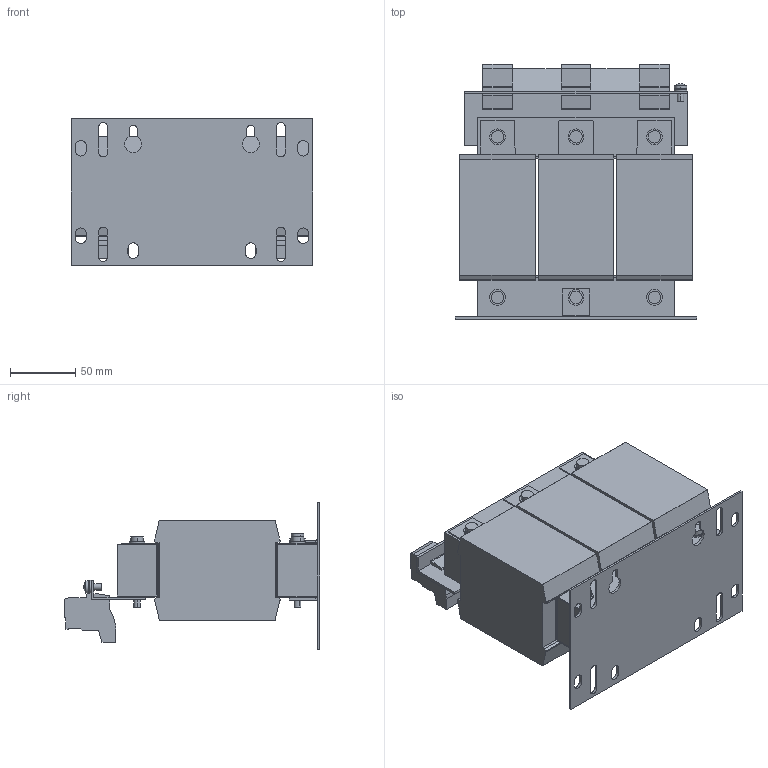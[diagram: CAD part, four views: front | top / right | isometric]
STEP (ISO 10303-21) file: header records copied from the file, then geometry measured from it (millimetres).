
FILE_DESCRIPTION (( 'STEP AP214' ), '1' );
FILE_NAME ('380694.STEP', '2021-10-20T05:18:10', ( '' ), ( '' ), 'SwSTEP 2.0', 'SolidWorks 2018', '' );
FILE_SCHEMA (( 'AUTOMOTIVE_DESIGN' ));
Length unit declared in the file: millimetre
Products named in the file (1): 380694
Bounding box: 185 x 195.42 x 112 mm (x, y, z)
Volume: 1726166.9 mm3; surface area: 204865.6 mm2
Topology: 1 solids, 1 shells, 798 faces, 2160 edges, 1391 vertices
Faces by surface type: plane 622, cylinder 118, bspline 50, cone 6, sphere 2
Entity records: 27418 total; most frequent: CARTESIAN_POINT 7350, ORIENTED_EDGE 4316, DIRECTION 3826, EDGE_CURVE 2158, VECTOR 1772, LINE 1772, VERTEX_POINT 1391, AXIS2_PLACEMENT_3D 1027
